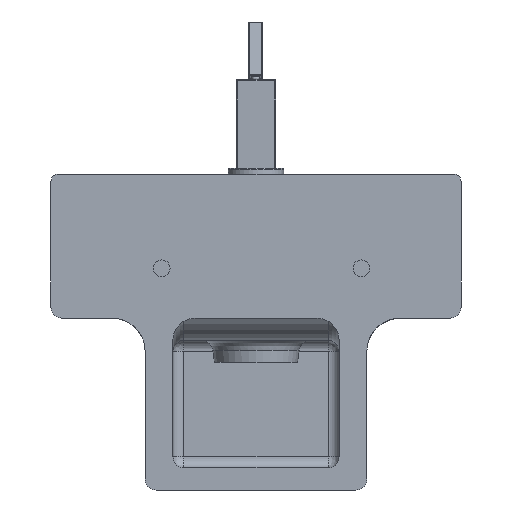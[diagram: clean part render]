
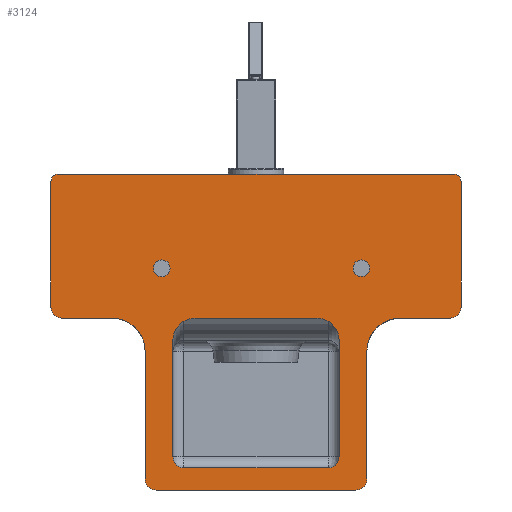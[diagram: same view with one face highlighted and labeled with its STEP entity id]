
A CAD part, left-side view. The second image highlights one B-rep face of the part: STEP entity #3124.
In plain terms, the highlighted face is planar.
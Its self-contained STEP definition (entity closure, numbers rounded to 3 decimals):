
#2406=CARTESIAN_POINT('',(495.241,-339.712,0.0));
#2407=VERTEX_POINT('',#2406);
#2414=CARTESIAN_POINT('',(495.241,16.288,0.0));
#2415=VERTEX_POINT('',#2414);
#2416=CARTESIAN_POINT('',(495.241,-339.712,0.0));
#2417=DIRECTION('',(0.0,1.0,0.0));
#2418=VECTOR('',#2417,356.);
#2419=LINE('',#2416,#2418);
#2420=EDGE_CURVE('',#2407,#2415,#2419,.T.);
#2898=CARTESIAN_POINT('',(495.241,-346.712,0.0));
#2899=DIRECTION('',(1.0,0.0,0.0));
#2900=DIRECTION('',(0.0,0.0,-1.0));
#2901=AXIS2_PLACEMENT_3D('',#2898,#2899,#2900);
#2902=PLANE('',#2901);
#2903=ORIENTED_EDGE('',*,*,#2420,.F.);
#2904=CARTESIAN_POINT('',(495.241,-346.712,-7.));
#2905=VERTEX_POINT('',#2904);
#2906=CARTESIAN_POINT('',(495.241,-339.712,-7.));
#2907=DIRECTION('',(-1.,0.0,0.0));
#2908=DIRECTION('',(0.0,-0.707,0.707));
#2909=AXIS2_PLACEMENT_3D('',#2906,#2907,#2908);
#2910=CIRCLE('',#2909,7.0);
#2911=EDGE_CURVE('',#2905,#2407,#2910,.T.);
#2912=ORIENTED_EDGE('',*,*,#2911,.F.);
#2913=CARTESIAN_POINT('',(495.241,-346.712,-120.0));
#2914=VERTEX_POINT('',#2913);
#2915=CARTESIAN_POINT('',(495.241,-346.712,-7.));
#2916=DIRECTION('',(0.0,0.0,-1.0));
#2917=VECTOR('',#2916,113.0);
#2918=LINE('',#2915,#2917);
#2919=EDGE_CURVE('',#2905,#2914,#2918,.T.);
#2920=ORIENTED_EDGE('',*,*,#2919,.T.);
#2921=CARTESIAN_POINT('',(495.241,-336.712,-130.0));
#2922=VERTEX_POINT('',#2921);
#2923=CARTESIAN_POINT('',(495.241,-336.712,-120.0));
#2924=DIRECTION('',(-1.,0.0,0.0));
#2925=DIRECTION('',(0.0,-0.707,-0.707));
#2926=AXIS2_PLACEMENT_3D('',#2923,#2924,#2925);
#2927=CIRCLE('',#2926,10.);
#2928=EDGE_CURVE('',#2922,#2914,#2927,.T.);
#2929=ORIENTED_EDGE('',*,*,#2928,.F.);
#2930=CARTESIAN_POINT('',(495.241,-291.712,-130.0));
#2931=VERTEX_POINT('',#2930);
#2932=CARTESIAN_POINT('',(495.241,-336.712,-130.0));
#2933=DIRECTION('',(0.0,1.0,0.0));
#2934=VECTOR('',#2933,45.0);
#2935=LINE('',#2932,#2934);
#2936=EDGE_CURVE('',#2922,#2931,#2935,.T.);
#2937=ORIENTED_EDGE('',*,*,#2936,.T.);
#2938=CARTESIAN_POINT('',(495.241,-261.712,-160.0));
#2939=VERTEX_POINT('',#2938);
#2940=CARTESIAN_POINT('',(495.241,-291.712,-160.0));
#2941=DIRECTION('',(1.,0.0,0.0));
#2942=DIRECTION('',(0.0,0.707,0.707));
#2943=AXIS2_PLACEMENT_3D('',#2940,#2941,#2942);
#2944=CIRCLE('',#2943,30.0);
#2945=EDGE_CURVE('',#2939,#2931,#2944,.T.);
#2946=ORIENTED_EDGE('',*,*,#2945,.F.);
#2947=CARTESIAN_POINT('',(495.241,-261.712,-275.0));
#2948=VERTEX_POINT('',#2947);
#2949=CARTESIAN_POINT('',(495.241,-261.712,-275.0));
#2950=DIRECTION('',(0.0,0.0,1.0));
#2951=VECTOR('',#2950,115.0);
#2952=LINE('',#2949,#2951);
#2953=EDGE_CURVE('',#2948,#2939,#2952,.T.);
#2954=ORIENTED_EDGE('',*,*,#2953,.F.);
#2955=CARTESIAN_POINT('',(495.241,-251.712,-285.0));
#2956=VERTEX_POINT('',#2955);
#2957=CARTESIAN_POINT('',(495.241,-251.712,-275.0));
#2958=DIRECTION('',(-1.,0.0,0.0));
#2959=DIRECTION('',(0.0,-0.707,-0.707));
#2960=AXIS2_PLACEMENT_3D('',#2957,#2958,#2959);
#2961=CIRCLE('',#2960,10.);
#2962=EDGE_CURVE('',#2956,#2948,#2961,.T.);
#2963=ORIENTED_EDGE('',*,*,#2962,.F.);
#2964=CARTESIAN_POINT('',(495.241,-71.712,-285.0));
#2965=VERTEX_POINT('',#2964);
#2966=CARTESIAN_POINT('',(495.241,-71.712,-285.0));
#2967=DIRECTION('',(0.0,-1.0,0.0));
#2968=VECTOR('',#2967,180.);
#2969=LINE('',#2966,#2968);
#2970=EDGE_CURVE('',#2965,#2956,#2969,.T.);
#2971=ORIENTED_EDGE('',*,*,#2970,.F.);
#2972=CARTESIAN_POINT('',(495.241,-61.712,-275.0));
#2973=VERTEX_POINT('',#2972);
#2974=CARTESIAN_POINT('',(495.241,-71.712,-275.0));
#2975=DIRECTION('',(-1.,0.0,0.0));
#2976=DIRECTION('',(0.0,0.707,-0.707));
#2977=AXIS2_PLACEMENT_3D('',#2974,#2975,#2976);
#2978=CIRCLE('',#2977,10.);
#2979=EDGE_CURVE('',#2973,#2965,#2978,.T.);
#2980=ORIENTED_EDGE('',*,*,#2979,.F.);
#2981=CARTESIAN_POINT('',(495.241,-61.712,-160.0));
#2982=VERTEX_POINT('',#2981);
#2983=CARTESIAN_POINT('',(495.241,-61.712,-275.0));
#2984=DIRECTION('',(0.0,0.0,1.0));
#2985=VECTOR('',#2984,115.0);
#2986=LINE('',#2983,#2985);
#2987=EDGE_CURVE('',#2973,#2982,#2986,.T.);
#2988=ORIENTED_EDGE('',*,*,#2987,.T.);
#2989=CARTESIAN_POINT('',(495.241,-31.712,-130.0));
#2990=VERTEX_POINT('',#2989);
#2991=CARTESIAN_POINT('',(495.241,-31.712,-160.0));
#2992=DIRECTION('',(1.,0.0,0.0));
#2993=DIRECTION('',(0.0,-0.707,0.707));
#2994=AXIS2_PLACEMENT_3D('',#2991,#2992,#2993);
#2995=CIRCLE('',#2994,30.0);
#2996=EDGE_CURVE('',#2990,#2982,#2995,.T.);
#2997=ORIENTED_EDGE('',*,*,#2996,.F.);
#2998=CARTESIAN_POINT('',(495.241,13.288,-130.0));
#2999=VERTEX_POINT('',#2998);
#3000=CARTESIAN_POINT('',(495.241,-31.712,-130.0));
#3001=DIRECTION('',(0.0,1.0,0.0));
#3002=VECTOR('',#3001,45.);
#3003=LINE('',#3000,#3002);
#3004=EDGE_CURVE('',#2990,#2999,#3003,.T.);
#3005=ORIENTED_EDGE('',*,*,#3004,.T.);
#3006=CARTESIAN_POINT('',(495.241,23.288,-120.0));
#3007=VERTEX_POINT('',#3006);
#3008=CARTESIAN_POINT('',(495.241,13.288,-120.0));
#3009=DIRECTION('',(-1.,0.0,0.0));
#3010=DIRECTION('',(0.0,0.707,-0.707));
#3011=AXIS2_PLACEMENT_3D('',#3008,#3009,#3010);
#3012=CIRCLE('',#3011,10.);
#3013=EDGE_CURVE('',#3007,#2999,#3012,.T.);
#3014=ORIENTED_EDGE('',*,*,#3013,.F.);
#3015=CARTESIAN_POINT('',(495.241,23.288,-7.));
#3016=VERTEX_POINT('',#3015);
#3017=CARTESIAN_POINT('',(495.241,23.288,-7.));
#3018=DIRECTION('',(0.0,0.0,-1.0));
#3019=VECTOR('',#3018,113.0);
#3020=LINE('',#3017,#3019);
#3021=EDGE_CURVE('',#3016,#3007,#3020,.T.);
#3022=ORIENTED_EDGE('',*,*,#3021,.F.);
#3023=CARTESIAN_POINT('',(495.241,16.288,-7.));
#3024=DIRECTION('',(-1.0,0.0,0.0));
#3025=DIRECTION('',(0.0,0.707,0.707));
#3026=AXIS2_PLACEMENT_3D('',#3023,#3024,#3025);
#3027=CIRCLE('',#3026,7.);
#3028=EDGE_CURVE('',#2415,#3016,#3027,.T.);
#3029=ORIENTED_EDGE('',*,*,#3028,.F.);
#3030=EDGE_LOOP('',(#2903,#2912,#2920,#2929,#2937,#2946,#2954,#2963,#2971,#2980,#2988,#2997,#3005,#3014,#3022,#3029));
#3031=FACE_OUTER_BOUND('',#3030,.T.);
#3032=CARTESIAN_POINT('',(495.241,-96.712,-265.0));
#3033=VERTEX_POINT('',#3032);
#3034=CARTESIAN_POINT('',(495.241,-226.712,-265.0));
#3035=VERTEX_POINT('',#3034);
#3036=CARTESIAN_POINT('',(495.241,-96.712,-265.0));
#3037=DIRECTION('',(0.0,-1.0,0.0));
#3038=VECTOR('',#3037,130.);
#3039=LINE('',#3036,#3038);
#3040=EDGE_CURVE('',#3033,#3035,#3039,.T.);
#3041=ORIENTED_EDGE('',*,*,#3040,.T.);
#3042=CARTESIAN_POINT('',(495.241,-236.712,-255.0));
#3043=VERTEX_POINT('',#3042);
#3044=CARTESIAN_POINT('',(495.241,-226.712,-255.0));
#3045=DIRECTION('',(1.,0.0,0.0));
#3046=DIRECTION('',(0.0,-0.707,-0.707));
#3047=AXIS2_PLACEMENT_3D('',#3044,#3045,#3046);
#3048=CIRCLE('',#3047,10.);
#3049=EDGE_CURVE('',#3043,#3035,#3048,.T.);
#3050=ORIENTED_EDGE('',*,*,#3049,.F.);
#3051=CARTESIAN_POINT('',(495.241,-236.712,-150.));
#3052=VERTEX_POINT('',#3051);
#3053=CARTESIAN_POINT('',(495.241,-236.712,-255.0));
#3054=DIRECTION('',(0.0,0.0,1.0));
#3055=VECTOR('',#3054,105.);
#3056=LINE('',#3053,#3055);
#3057=EDGE_CURVE('',#3043,#3052,#3056,.T.);
#3058=ORIENTED_EDGE('',*,*,#3057,.T.);
#3059=CARTESIAN_POINT('',(495.241,-216.712,-130.));
#3060=VERTEX_POINT('',#3059);
#3061=CARTESIAN_POINT('',(495.241,-216.712,-150.));
#3062=DIRECTION('',(1.0,0.0,0.0));
#3063=DIRECTION('',(0.0,-0.707,0.707));
#3064=AXIS2_PLACEMENT_3D('',#3061,#3062,#3063);
#3065=CIRCLE('',#3064,20.0);
#3066=EDGE_CURVE('',#3060,#3052,#3065,.T.);
#3067=ORIENTED_EDGE('',*,*,#3066,.F.);
#3068=CARTESIAN_POINT('',(495.241,-106.712,-130.));
#3069=VERTEX_POINT('',#3068);
#3070=CARTESIAN_POINT('',(495.241,-216.712,-130.));
#3071=DIRECTION('',(0.0,1.0,0.0));
#3072=VECTOR('',#3071,110.);
#3073=LINE('',#3070,#3072);
#3074=EDGE_CURVE('',#3060,#3069,#3073,.T.);
#3075=ORIENTED_EDGE('',*,*,#3074,.T.);
#3076=CARTESIAN_POINT('',(495.241,-86.712,-150.));
#3077=VERTEX_POINT('',#3076);
#3078=CARTESIAN_POINT('',(495.241,-106.712,-150.));
#3079=DIRECTION('',(1.0,0.0,0.0));
#3080=DIRECTION('',(0.0,0.707,0.707));
#3081=AXIS2_PLACEMENT_3D('',#3078,#3079,#3080);
#3082=CIRCLE('',#3081,20.0);
#3083=EDGE_CURVE('',#3077,#3069,#3082,.T.);
#3084=ORIENTED_EDGE('',*,*,#3083,.F.);
#3085=CARTESIAN_POINT('',(495.241,-86.712,-255.0));
#3086=VERTEX_POINT('',#3085);
#3087=CARTESIAN_POINT('',(495.241,-86.712,-150.));
#3088=DIRECTION('',(0.0,0.0,-1.0));
#3089=VECTOR('',#3088,105.);
#3090=LINE('',#3087,#3089);
#3091=EDGE_CURVE('',#3077,#3086,#3090,.T.);
#3092=ORIENTED_EDGE('',*,*,#3091,.T.);
#3093=CARTESIAN_POINT('',(495.241,-96.712,-255.0));
#3094=DIRECTION('',(1.,0.0,0.0));
#3095=DIRECTION('',(0.0,0.707,-0.707));
#3096=AXIS2_PLACEMENT_3D('',#3093,#3094,#3095);
#3097=CIRCLE('',#3096,10.);
#3098=EDGE_CURVE('',#3033,#3086,#3097,.T.);
#3099=ORIENTED_EDGE('',*,*,#3098,.F.);
#3100=EDGE_LOOP('',(#3041,#3050,#3058,#3067,#3075,#3084,#3092,#3099));
#3101=FACE_BOUND('',#3100,.T.);
#3102=CARTESIAN_POINT('',(495.241,-66.712,-92.5));
#3103=VERTEX_POINT('',#3102);
#3104=CARTESIAN_POINT('',(495.241,-66.712,-85.0));
#3105=DIRECTION('',(-1.0,0.0,0.0));
#3106=DIRECTION('',(0.0,0.0,1.0));
#3107=AXIS2_PLACEMENT_3D('',#3104,#3105,#3106);
#3108=CIRCLE('',#3107,7.5);
#3109=EDGE_CURVE('',#3103,#3103,#3108,.T.);
#3110=ORIENTED_EDGE('',*,*,#3109,.T.);
#3111=EDGE_LOOP('',(#3110));
#3112=FACE_BOUND('',#3111,.T.);
#3113=CARTESIAN_POINT('',(495.241,-246.712,-92.5));
#3114=VERTEX_POINT('',#3113);
#3115=CARTESIAN_POINT('',(495.241,-246.712,-85.0));
#3116=DIRECTION('',(-1.0,0.0,0.0));
#3117=DIRECTION('',(0.0,0.0,1.0));
#3118=AXIS2_PLACEMENT_3D('',#3115,#3116,#3117);
#3119=CIRCLE('',#3118,7.5);
#3120=EDGE_CURVE('',#3114,#3114,#3119,.T.);
#3121=ORIENTED_EDGE('',*,*,#3120,.T.);
#3122=EDGE_LOOP('',(#3121));
#3123=FACE_BOUND('',#3122,.T.);
#3124=ADVANCED_FACE('',(#3031,#3101,#3112,#3123),#2902,.T.);
